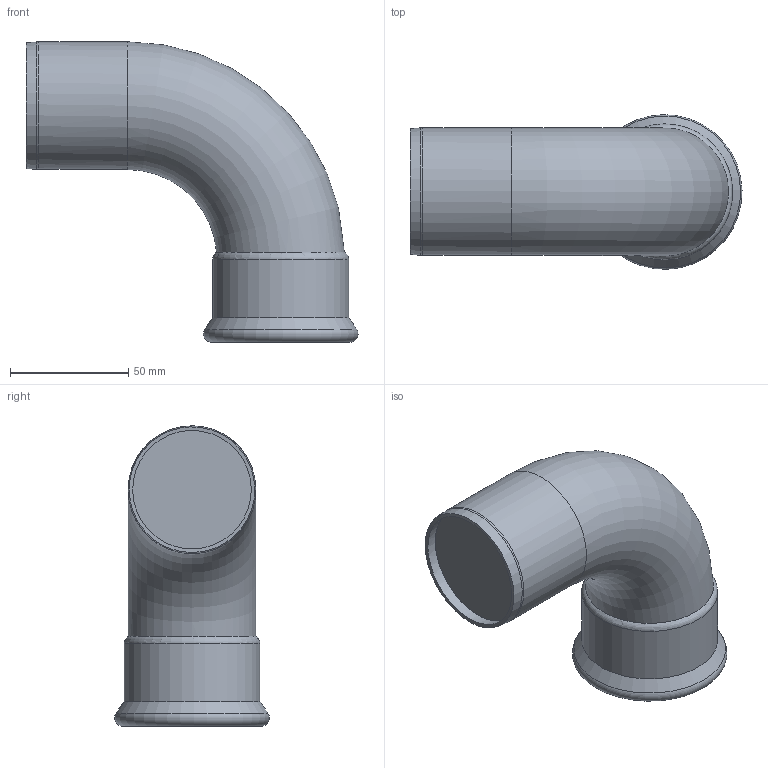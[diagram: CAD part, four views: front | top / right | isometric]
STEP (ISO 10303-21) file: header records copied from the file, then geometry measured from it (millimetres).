
FILE_DESCRIPTION(/* description */ (''),/* implementation_level */ '2;1');
FILE_NAME(/* name */ '43308.stp',/* time_stamp */ '2023-09-08T11:25:16+02:00',/* author */ ('JANAN'),/* organization */ (''),/* preprocessor_version */ 'ST-DEVELOPER v19.2',/* originating_system */ 'Autodesk Inventor 2023',/* authorisation */ '');
FILE_SCHEMA (('AUTOMOTIVE_DESIGN { 1 0 10303 214 3 1 1 }'));
Length unit declared in the file: millimetre
Products named in the file (1): tmp227D.tmp
Bounding box: 140.38 x 65.36 x 127 mm (x, y, z)
Volume: 46636.6 mm3; surface area: 62525.4 mm2
Topology: 1 solids, 1 shells, 25 faces, 56 edges, 34 vertices
Faces by surface type: torus 8, cone 5, cylinder 5, bspline 4, plane 3
Full cylindrical faces by diameter (mm): 51 x1, 54 x1, 54.4 x1, 55 x1, 57.5 x1
Entity records: 1201 total; most frequent: CARTESIAN_POINT 586, DIRECTION 116, ORIENTED_EDGE 112, EDGE_CURVE 56, AXIS2_PLACEMENT_3D 53, VERTEX_POINT 34, CIRCLE 30, EDGE_LOOP 28
